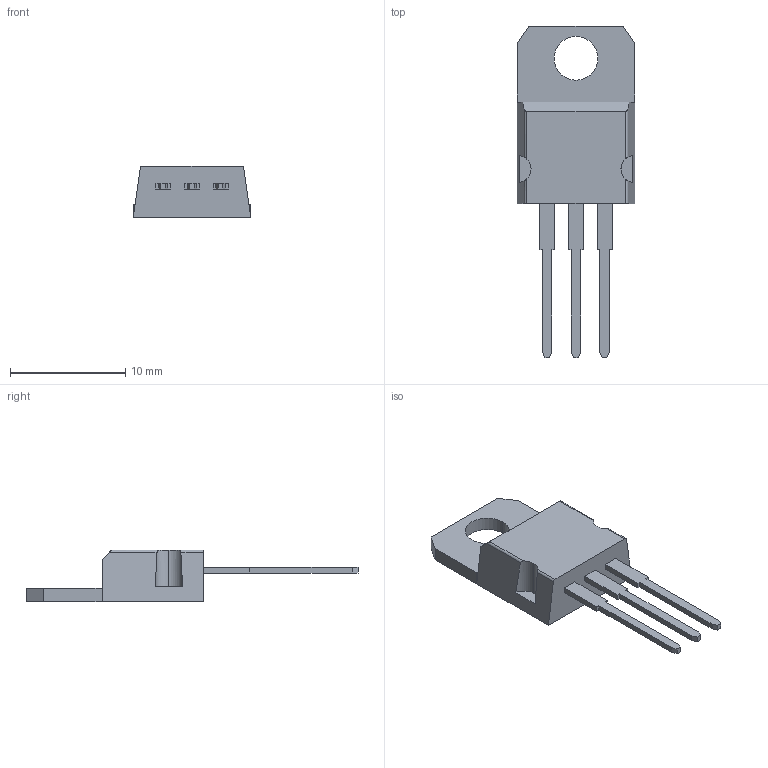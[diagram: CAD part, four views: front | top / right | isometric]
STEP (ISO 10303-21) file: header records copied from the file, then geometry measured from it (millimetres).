
FILE_DESCRIPTION (( 'STEP AP214' ), '1' );
FILE_NAME ('User Library-TO-220-4.STEP', '2015-10-25T21:51:48', ( 'Windows User' ), ( '' ), 'SwSTEP 2.0', 'SolidWorks 2015', '' );
FILE_SCHEMA (( 'AUTOMOTIVE_DESIGN' ));
Length unit declared in the file: millimetre
Products named in the file (3): User Library-TO-220-4_Rad Case TO-220___ _________; User Library-TO-220-4_Case TO-220___ _________; User Library-TO-220-4
Assembly tree (2 placements, depth 2):
  User Library-TO-220-4
    User Library-TO-220-4_Case TO-220___ _________
    User Library-TO-220-4_Rad Case TO-220___ _________
Bounding box: 10.2 x 28.8 x 4.5 mm (x, y, z)
Volume: 451.8 mm3; surface area: 744.8 mm2
Topology: 2 solids, 2 shells, 83 faces, 228 edges, 152 vertices
Faces by surface type: plane 74, cylinder 9
Entity records: 3083 total; most frequent: CARTESIAN_POINT 506, ORIENTED_EDGE 456, DIRECTION 406, EDGE_CURVE 228, LINE 206, VECTOR 206, VERTEX_POINT 152, AXIS2_PLACEMENT_3D 100
